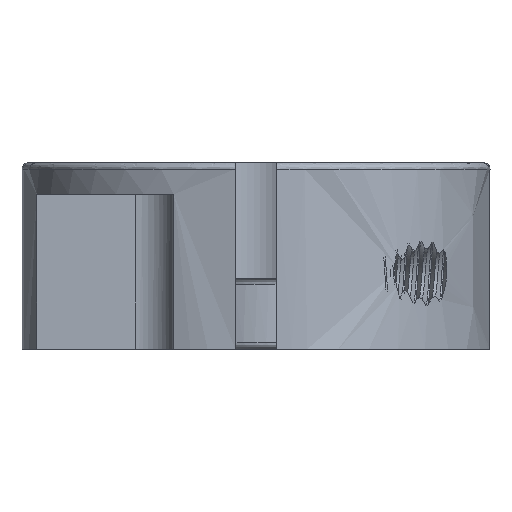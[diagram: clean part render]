
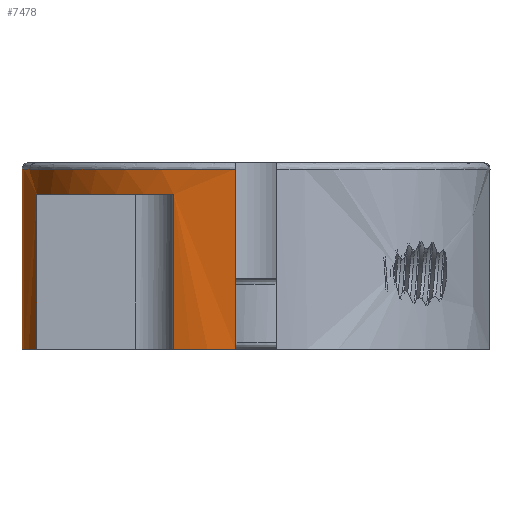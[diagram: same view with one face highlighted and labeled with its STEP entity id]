
A CAD part, front view. The second image highlights one B-rep face of the part: STEP entity #7478.
In plain terms, the highlighted free-form (B-spline) face has degree [2, 1] with [3, 2] control points.
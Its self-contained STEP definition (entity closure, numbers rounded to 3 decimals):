
#7478 = ADVANCED_FACE('',(#7479),#7541,.T.);
#7479 = FACE_BOUND('',#7480,.T.);
#7480 = EDGE_LOOP('',(#7481,#7491,#7498,#7506,#7513,#7521,#7528,#7536));
#7481 = ORIENTED_EDGE('',*,*,#7482,.T.);
#7482 = EDGE_CURVE('',#7483,#7485,#7487,.T.);
#7483 = VERTEX_POINT('',#7484);
#7484 = CARTESIAN_POINT('',(-0.797,-9.039,
    4.231));
#7485 = VERTEX_POINT('',#7486);
#7486 = CARTESIAN_POINT('',(-9.074,0.,4.231));
#7487 = ( BOUNDED_CURVE() B_SPLINE_CURVE(2,(#7488,#7489,#7490),
.UNSPECIFIED.,.F.,.F.) B_SPLINE_CURVE_WITH_KNOTS((3,3),(1.659,
3.142),.PIECEWISE_BEZIER_KNOTS.) CURVE() 
GEOMETRIC_REPRESENTATION_ITEM() RATIONAL_B_SPLINE_CURVE((1.,
0.738,1.)) REPRESENTATION_ITEM('') );
#7488 = CARTESIAN_POINT('',(-0.797,-9.039,
    4.231));
#7489 = CARTESIAN_POINT('',(-9.074,-8.309,
    4.231));
#7490 = CARTESIAN_POINT('',(-9.074,0.,
    4.231));
#7491 = ORIENTED_EDGE('',*,*,#7492,.T.);
#7492 = EDGE_CURVE('',#7485,#7493,#7495,.T.);
#7493 = VERTEX_POINT('',#7494);
#7494 = CARTESIAN_POINT('',(-9.074,0.,-2.759));
#7495 = B_SPLINE_CURVE_WITH_KNOTS('',1,(#7496,#7497),.UNSPECIFIED.,.F.,
  .F.,(2,2),(0.2,5.9),.PIECEWISE_BEZIER_KNOTS.);
#7496 = CARTESIAN_POINT('',(-9.074,0.,4.231));
#7497 = CARTESIAN_POINT('',(-9.074,0.,-2.759));
#7498 = ORIENTED_EDGE('',*,*,#7499,.F.);
#7499 = EDGE_CURVE('',#7500,#7493,#7502,.T.);
#7500 = VERTEX_POINT('',#7501);
#7501 = CARTESIAN_POINT('',(-8.496,-3.188,
    -2.759));
#7502 = ( BOUNDED_CURVE() B_SPLINE_CURVE(2,(#7503,#7504,#7505),
.UNSPECIFIED.,.F.,.F.) B_SPLINE_CURVE_WITH_KNOTS((3,3),(5.924,
6.283),.PIECEWISE_BEZIER_KNOTS.) CURVE() 
GEOMETRIC_REPRESENTATION_ITEM() RATIONAL_B_SPLINE_CURVE((1.,
0.984,1.)) REPRESENTATION_ITEM('') );
#7503 = CARTESIAN_POINT('',(-8.496,-3.188,
    -2.759));
#7504 = CARTESIAN_POINT('',(-9.074,-1.647,
    -2.759));
#7505 = CARTESIAN_POINT('',(-9.074,0.,
    -2.759));
#7506 = ORIENTED_EDGE('',*,*,#7507,.T.);
#7507 = EDGE_CURVE('',#7500,#7508,#7510,.T.);
#7508 = VERTEX_POINT('',#7509);
#7509 = CARTESIAN_POINT('',(-8.496,-3.188,
    3.25));
#7510 = B_SPLINE_CURVE_WITH_KNOTS('',1,(#7511,#7512),.UNSPECIFIED.,.F.,
  .F.,(2,2),(-5.9,-1.),.PIECEWISE_BEZIER_KNOTS.);
#7511 = CARTESIAN_POINT('',(-8.496,-3.188,
    -2.759));
#7512 = CARTESIAN_POINT('',(-8.496,-3.188,
    3.25));
#7513 = ORIENTED_EDGE('',*,*,#7514,.T.);
#7514 = EDGE_CURVE('',#7508,#7515,#7517,.T.);
#7515 = VERTEX_POINT('',#7516);
#7516 = CARTESIAN_POINT('',(-3.188,-8.496,
    3.25));
#7517 = ( BOUNDED_CURVE() B_SPLINE_CURVE(2,(#7518,#7519,#7520),
.UNSPECIFIED.,.F.,.F.) B_SPLINE_CURVE_WITH_KNOTS((3,3),(3.501,
4.353),.PIECEWISE_BEZIER_KNOTS.) CURVE() 
GEOMETRIC_REPRESENTATION_ITEM() RATIONAL_B_SPLINE_CURVE((1.,
0.91,1.)) REPRESENTATION_ITEM('') );
#7518 = CARTESIAN_POINT('',(-8.496,-3.188,
    3.25));
#7519 = CARTESIAN_POINT('',(-7.048,-7.048,
    3.25));
#7520 = CARTESIAN_POINT('',(-3.188,-8.496,
    3.25));
#7521 = ORIENTED_EDGE('',*,*,#7522,.T.);
#7522 = EDGE_CURVE('',#7515,#7523,#7525,.T.);
#7523 = VERTEX_POINT('',#7524);
#7524 = CARTESIAN_POINT('',(-3.188,-8.496,
    -2.759));
#7525 = B_SPLINE_CURVE_WITH_KNOTS('',1,(#7526,#7527),.UNSPECIFIED.,.F.,
  .F.,(2,2),(1.,5.9),.PIECEWISE_BEZIER_KNOTS.);
#7526 = CARTESIAN_POINT('',(-3.188,-8.496,
    3.25));
#7527 = CARTESIAN_POINT('',(-3.188,-8.496,
    -2.759));
#7528 = ORIENTED_EDGE('',*,*,#7529,.F.);
#7529 = EDGE_CURVE('',#7530,#7523,#7532,.T.);
#7530 = VERTEX_POINT('',#7531);
#7531 = CARTESIAN_POINT('',(-0.797,-9.039,
    -2.759));
#7532 = ( BOUNDED_CURVE() B_SPLINE_CURVE(2,(#7533,#7534,#7535),
.UNSPECIFIED.,.F.,.F.) B_SPLINE_CURVE_WITH_KNOTS((3,3),(4.8,
5.071),.PIECEWISE_BEZIER_KNOTS.) CURVE() 
GEOMETRIC_REPRESENTATION_ITEM() RATIONAL_B_SPLINE_CURVE((1.,
0.991,1.)) REPRESENTATION_ITEM('') );
#7533 = CARTESIAN_POINT('',(-0.797,-9.039,
    -2.759));
#7534 = CARTESIAN_POINT('',(-2.03,-8.931,
    -2.759));
#7535 = CARTESIAN_POINT('',(-3.188,-8.496,
    -2.759));
#7536 = ORIENTED_EDGE('',*,*,#7537,.T.);
#7537 = EDGE_CURVE('',#7530,#7483,#7538,.T.);
#7538 = B_SPLINE_CURVE_WITH_KNOTS('',1,(#7539,#7540),.UNSPECIFIED.,.F.,
  .F.,(2,2),(-5.9,-0.2),.PIECEWISE_BEZIER_KNOTS.);
#7539 = CARTESIAN_POINT('',(-0.797,-9.039,
    -2.759));
#7540 = CARTESIAN_POINT('',(-0.797,-9.039,
    4.231));
#7541 = ( BOUNDED_SURFACE() B_SPLINE_SURFACE(2,1,(
    (#7542,#7543)
    ,(#7544,#7545)
    ,(#7546,#7547
)),.UNSPECIFIED.,.F.,.F.,.F.) B_SPLINE_SURFACE_WITH_KNOTS((3,3),(2,2),(
    4.8,6.283),(0.2,5.9),.PIECEWISE_BEZIER_KNOTS.) 
GEOMETRIC_REPRESENTATION_ITEM() RATIONAL_B_SPLINE_SURFACE((
    (1.,1.)
    ,(0.738,0.738)
,(1.,1.))) REPRESENTATION_ITEM('') SURFACE() );
#7542 = CARTESIAN_POINT('',(-0.797,-9.039,
    4.231));
#7543 = CARTESIAN_POINT('',(-0.797,-9.039,
    -2.759));
#7544 = CARTESIAN_POINT('',(-9.074,-8.309,
    4.231));
#7545 = CARTESIAN_POINT('',(-9.074,-8.309,
    -2.759));
#7546 = CARTESIAN_POINT('',(-9.074,0.,
    4.231));
#7547 = CARTESIAN_POINT('',(-9.074,0.,
    -2.759));
